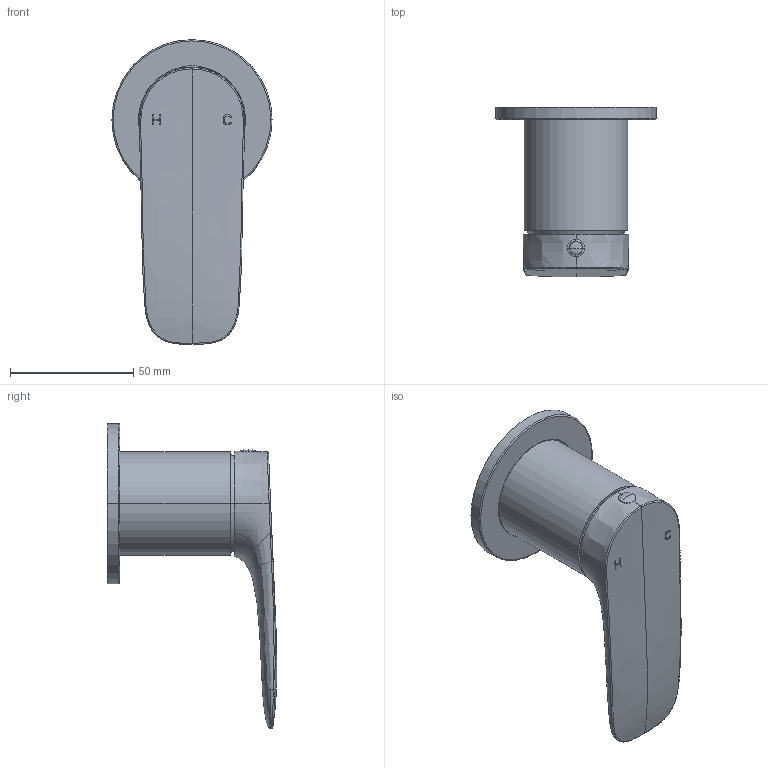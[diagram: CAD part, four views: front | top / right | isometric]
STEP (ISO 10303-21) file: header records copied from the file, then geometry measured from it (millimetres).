
FILE_DESCRIPTION((''),'2;1');
FILE_NAME('1E7008CP_ASM_ASM','2023-06-13T',('Administrator'),(''),'PRO/ENGINEER BY PARAMETRIC TECHNOLOGY CORPORATION, 2010280','PRO/ENGINEER BY PARAMETRIC TECHNOLOGY CORPORATION, 2010280','');
FILE_SCHEMA(('CONFIG_CONTROL_DESIGN'));
Length unit declared in the file: millimetre
Products named in the file (10): 2E7007-31NT_23; 2E7007-32CP_15; 2E7007-33CP_26; 2A1016-21CP_18; 2E7007-34CP_10; 3OR1037NT_5; 3LS1001NT_3; 3ZS1006NT_3; 1E7008CP_ASM_3_ASM; 1E7008CP_ASM_ASM
Assembly tree (9 placements, depth 3):
  1E7008CP_ASM_ASM
    1E7008CP_ASM_3_ASM
      2E7007-31NT_23
      2E7007-32CP_15
      2E7007-33CP_26
      2A1016-21CP_18
      2E7007-34CP_10
      3OR1037NT_5
      3LS1001NT_3
      3ZS1006NT_3
Bounding box: 65 x 68.76 x 123.69 mm (x, y, z)
Volume: 47509.4 mm3; surface area: 49410.1 mm2
Topology: 8 solids, 8 shells, 312 faces, 879 edges, 591 vertices
Faces by surface type: plane 119, cylinder 94, bspline 58, cone 27, torus 12, sphere 2
Entity records: 22515 total; most frequent: CARTESIAN_POINT 14885, ORIENTED_EDGE 1754, DIRECTION 1261, EDGE_CURVE 877, VERTEX_POINT 591, AXIS2_PLACEMENT_3D 468, B_SPLINE_CURVE_WITH_KNOTS 365, EDGE_LOOP 336
